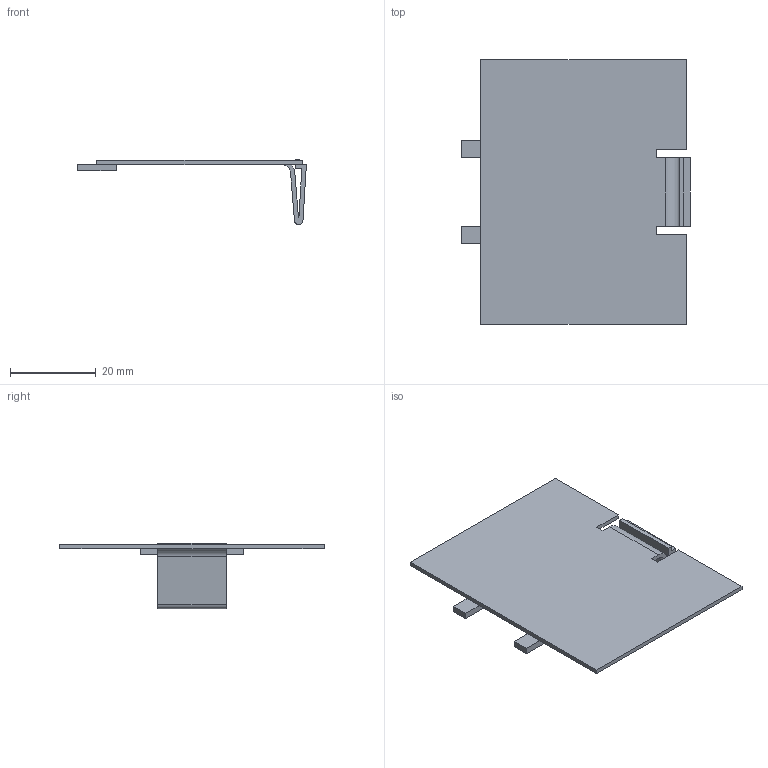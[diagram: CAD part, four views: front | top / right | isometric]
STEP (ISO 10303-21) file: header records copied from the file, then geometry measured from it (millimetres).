
FILE_DESCRIPTION (( 'STEP AP203' ), '1' );
FILE_NAME ('BAcA_2.STEP', '2019-02-21T11:27:18', ( '' ), ( '' ), 'SwSTEP 2.0', 'SolidWorks 2018', '' );
FILE_SCHEMA (( 'CONFIG_CONTROL_DESIGN' ));
Length unit declared in the file: millimetre
Products named in the file (1): BAcA_2
Bounding box: 53.3 x 61.6 x 15.2 mm (x, y, z)
Volume: 3465 mm3; surface area: 7144.8 mm2
Topology: 1 solids, 1 shells, 38 faces, 104 edges, 68 vertices
Faces by surface type: plane 34, cylinder 4
Entity records: 1261 total; most frequent: CARTESIAN_POINT 211, ORIENTED_EDGE 208, DIRECTION 190, EDGE_CURVE 104, LINE 96, VECTOR 96, VERTEX_POINT 68, AXIS2_PLACEMENT_3D 47
